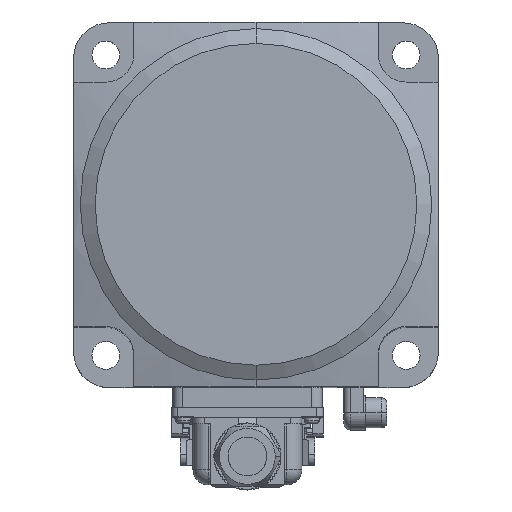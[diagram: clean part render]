
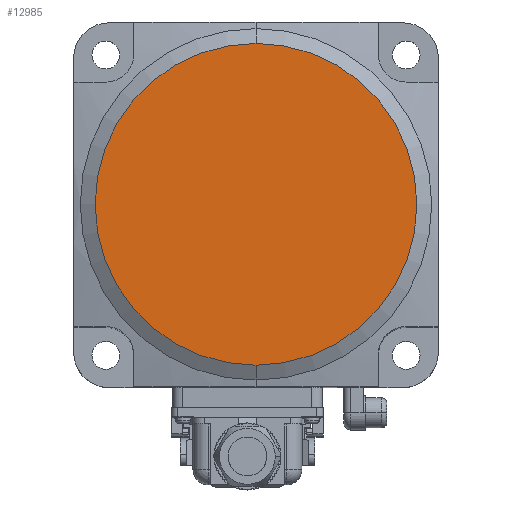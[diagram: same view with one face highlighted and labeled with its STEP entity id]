
A CAD part, top view. The second image highlights one B-rep face of the part: STEP entity #12985.
In plain terms, the highlighted planar face has unit normal (0, 0, 1).
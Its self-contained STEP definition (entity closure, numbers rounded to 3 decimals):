
#1877 = DIRECTION ( 'NONE',  ( 0., 0., -1. ) ) ;
#2152 = CARTESIAN_POINT ( 'NONE',  ( 0., -37.5, 125.5 ) ) ;
#2337 = CARTESIAN_POINT ( 'NONE',  ( 42.5, -42.5, 125.5 ) ) ;
#3581 = CARTESIAN_POINT ( 'NONE',  ( 0., 0., 125.5 ) ) ;
#4709 = VERTEX_POINT ( 'NONE', #2152 ) ;
#4759 = AXIS2_PLACEMENT_3D ( 'NONE', #2337, #6788, #9547 ) ;
#5865 = EDGE_CURVE ( 'NONE', #4709, #14660, #14557, .T. ) ;
#5885 = CARTESIAN_POINT ( 'NONE',  ( 0., 37.5, 125.5 ) ) ;
#6308 = EDGE_CURVE ( 'NONE', #14660, #4709, #15165, .T. ) ;
#6788 = DIRECTION ( 'NONE',  ( 0., 0., -1. ) ) ;
#7832 = CARTESIAN_POINT ( 'NONE',  ( 0., 0., 125.5 ) ) ;
#8790 = AXIS2_PLACEMENT_3D ( 'NONE', #3581, #1877, #18111 ) ;
#8869 = EDGE_LOOP ( 'NONE', ( #18338, #11988 ) ) ;
#9547 = DIRECTION ( 'NONE',  ( -1., 0., 0. ) ) ;
#10972 = PLANE ( 'NONE',  #4759 ) ;
#11988 = ORIENTED_EDGE ( 'NONE', *, *, #5865, .F. ) ;
#12503 = FACE_OUTER_BOUND ( 'NONE', #8869, .T. ) ;
#12985 = ADVANCED_FACE ( 'NONE', ( #12503 ), #10972, .F. ) ;
#13555 = DIRECTION ( 'NONE',  ( 0., 1., 0. ) ) ;
#14557 = CIRCLE ( 'NONE', #8790, 37.5 ) ;
#14660 = VERTEX_POINT ( 'NONE', #5885 ) ;
#15165 = CIRCLE ( 'NONE', #17598, 37.5 ) ;
#17598 = AXIS2_PLACEMENT_3D ( 'NONE', #7832, #17719, #13555 ) ;
#17719 = DIRECTION ( 'NONE',  ( 0., 0., -1. ) ) ;
#18111 = DIRECTION ( 'NONE',  ( 0., 1., 0. ) ) ;
#18338 = ORIENTED_EDGE ( 'NONE', *, *, #6308, .F. ) ;
